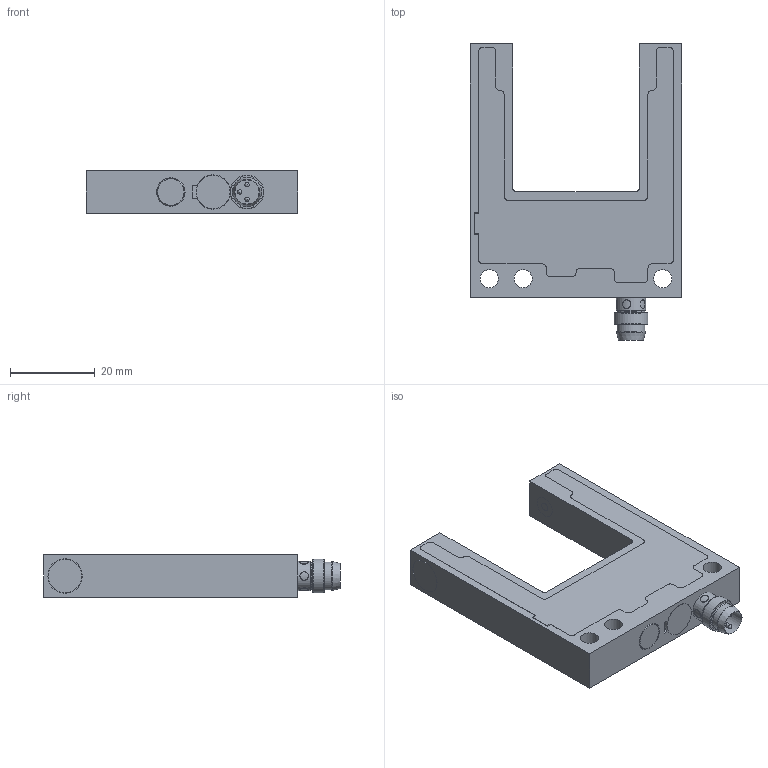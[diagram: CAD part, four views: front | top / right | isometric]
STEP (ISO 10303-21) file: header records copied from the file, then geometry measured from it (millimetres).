
FILE_DESCRIPTION(/* description */ (''),/* implementation_level */ '2;1');
FILE_NAME(/* name */ 'OG30C782.stp',/* time_stamp */ '2016-10-07T11:37:18+02:00',/* author */ ('mitarbeiter'),/* organization */ (''),/* preprocessor_version */ 'ST-DEVELOPER v15.2',/* originating_system */ 'Autodesk Inventor 2014',/* authorisation */ '');
FILE_SCHEMA (('AUTOMOTIVE_DESIGN { 1 0 10303 214 3 1 1 }'));
Length unit declared in the file: millimetre
Products named in the file (8): OGUP00912 Geh; OGUP00912 Verguss; Optik 5mm OGU; Send Kollim; Stecker M8 3p LED ge; Dichtstopfen; BlindstopfenØ6,7mm; OG30C782
Bounding box: 50 x 70 x 10 mm (x, y, z)
Volume: 11026.2 mm3; surface area: 14174.3 mm2
Topology: 8 solids, 8 shells, 237 faces, 569 edges, 378 vertices
Faces by surface type: plane 116, cylinder 106, torus 7, cone 5, sphere 3
Full cylindrical faces by diameter (mm): 0.01 x1, 0.8 x3, 1 x6, 2 x6, 3 x1, 4.3 x3, 4.8 x1, 5 x6, 5.5 x1, 5.7 x1, 5.8 x3, 6.5 x3, 6.65 x1, 6.7 x4, 6.9 x1, 7 x2, 8 x3, 8.08 x1, 8.1 x2
Entity records: 6998 total; most frequent: CARTESIAN_POINT 1489, DIRECTION 1142, ORIENTED_EDGE 962, EDGE_CURVE 481, AXIS2_PLACEMENT_3D 438, VERTEX_POINT 354, EDGE_LOOP 337, LINE 266
